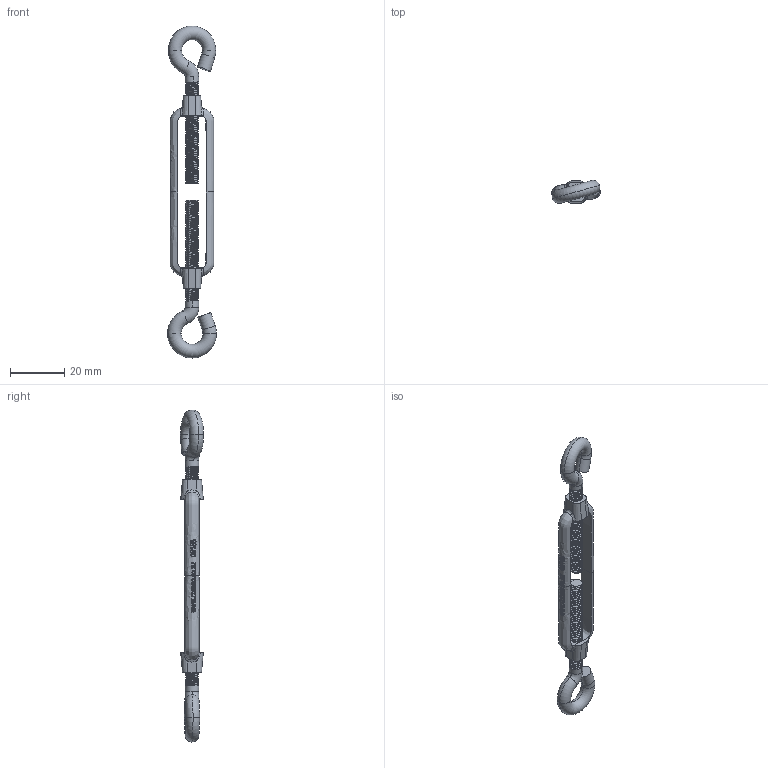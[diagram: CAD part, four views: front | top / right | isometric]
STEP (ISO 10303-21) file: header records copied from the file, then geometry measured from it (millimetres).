
FILE_DESCRIPTION (( 'STEP AP214' ), '1' );
FILE_NAME ('05155-Turnbuckle Stainless Steel M5 115mm.STEP', '2018-11-22T01:14:18', ( '' ), ( '' ), 'SwSTEP 2.0', 'SolidWorks 2018', '' );
FILE_SCHEMA (( 'AUTOMOTIVE_DESIGN' ));
Length unit declared in the file: millimetre
Products named in the file (6): 5155Turn buckle eye; 05155-Turnbuckle Stainless Steel M5 115mm; 5155 Turn buckle 
Assembly tree (3 placements, depth 2):
  5155Turn buckle eye
  05155-Turnbuckle Stainless Steel M5 115mm
    5155 Turn buckle 
    5155Turn buckle eye  x2
  5155Turn buckle eye
  5155 Turn buckle 
Bounding box: 17.98 x 8.47 x 122 mm (x, y, z)
Volume: 4881.3 mm3; surface area: 5543.9 mm2
Topology: 3 solids, 3 shells, 534 faces, 1654 edges, 1145 vertices
Faces by surface type: bspline 257, cylinder 196, plane 57, torus 16, cone 8
Entity records: 35039 total; most frequent: CARTESIAN_POINT 26103, ORIENTED_EDGE 2676, EDGE_CURVE 1338, B_SPLINE_CURVE_WITH_KNOTS 953, VERTEX_POINT 937, DIRECTION 604, EDGE_LOOP 449, FACE_OUTER_BOUND 424
